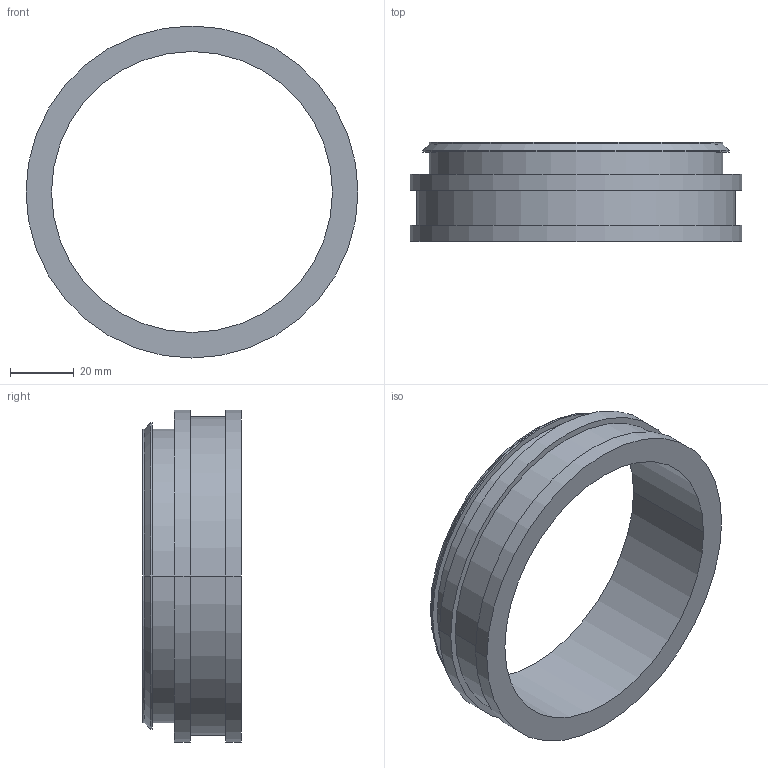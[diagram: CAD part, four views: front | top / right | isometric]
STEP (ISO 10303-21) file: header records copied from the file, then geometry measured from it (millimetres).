
FILE_DESCRIPTION(('FreeCAD Model'),'2;1');
FILE_NAME('skafander kruzok 1.STEP', '2018-03-06T11:12:49',('Author'),(''), 'Open CASCADE STEP processor 6.8','FreeCAD','Unknown');
FILE_SCHEMA(('AUTOMOTIVE_DESIGN_CC2 { 1 2 10303 214 -1 1 5 4 }'));
Length unit declared in the file: millimetre
Products named in the file (1): skafander_kruzok_1
Bounding box: 104 x 31 x 104 mm (x, y, z)
Volume: 50154.5 mm3; surface area: 25144.9 mm2
Topology: 1 solids, 1 shells, 22 faces, 44 edges, 28 vertices
Faces by surface type: cylinder 14, plane 6, cone 2
Entity records: 2625 total; most frequent: CARTESIAN_POINT 1791, DIRECTION 130, ORIENTED_EDGE 88, PCURVE 88, DEFINITIONAL_REPRESENTATION 88, B_SPLINE_CURVE_WITH_KNOTS 64, AXIS2_PLACEMENT_3D 51, EDGE_CURVE 44
